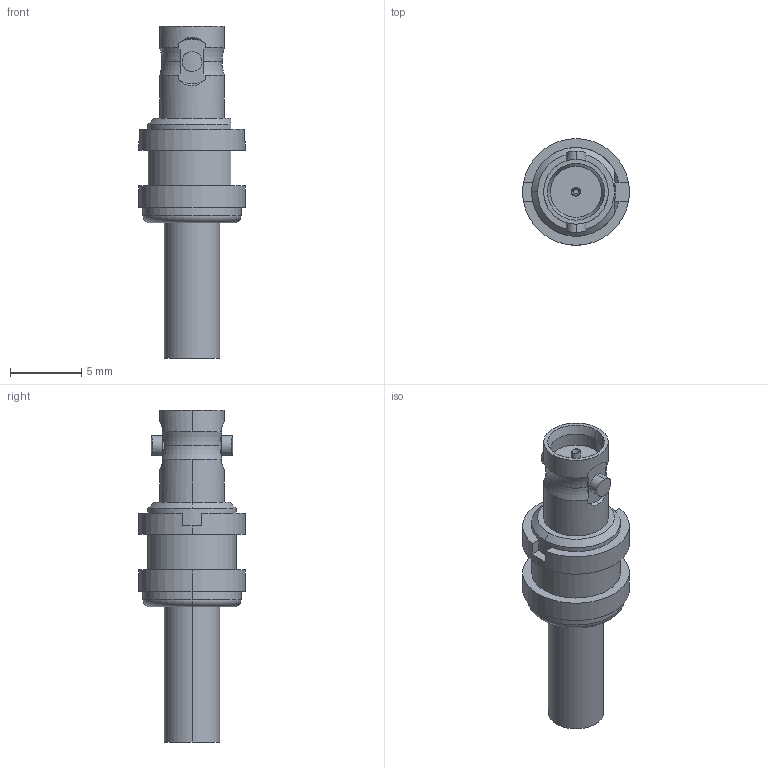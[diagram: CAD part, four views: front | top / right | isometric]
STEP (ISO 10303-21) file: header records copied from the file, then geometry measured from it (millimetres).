
FILE_DESCRIPTION (( 'STEP AP214' ), '1' );
FILE_NAME ('J01291A0021O1.STEP', '2018-09-20T13:18:10', ( '' ), ( '' ), 'SwSTEP 2.0', 'SolidWorks 2017', '' );
FILE_SCHEMA (( 'AUTOMOTIVE_DESIGN' ));
Length unit declared in the file: millimetre
Products named in the file (1): J01291A0021O1
Bounding box: 7.5 x 7.5 x 23.35 mm (x, y, z)
Volume: 429.8 mm3; surface area: 591.7 mm2
Topology: 1 solids, 1 shells, 91 faces, 225 edges, 147 vertices
Faces by surface type: cylinder 34, plane 32, cone 15, torus 10
Entity records: 3844 total; most frequent: CARTESIAN_POINT 646, DIRECTION 476, ORIENTED_EDGE 450, EDGE_CURVE 225, AXIS2_PLACEMENT_3D 193, VERTEX_POINT 147, EDGE_LOOP 104, CIRCLE 101
